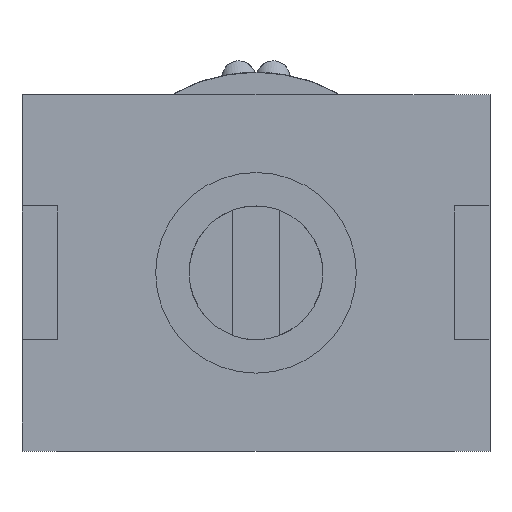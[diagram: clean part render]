
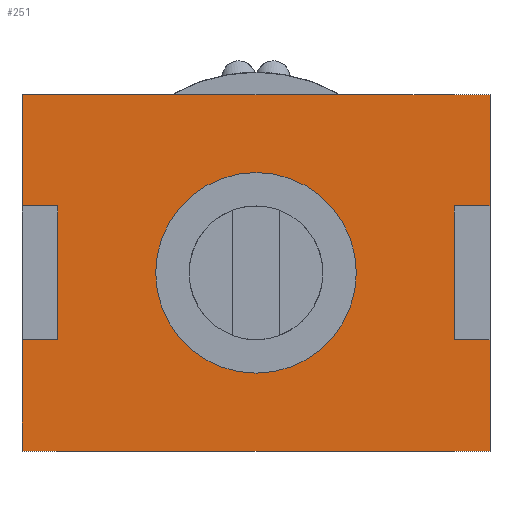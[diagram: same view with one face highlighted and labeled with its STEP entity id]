
A CAD part, front view. The second image highlights one B-rep face of the part: STEP entity #251.
In plain terms, the highlighted planar face has unit normal (0, -1, 0).
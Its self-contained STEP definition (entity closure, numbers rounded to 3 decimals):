
#251 = ADVANCED_FACE( '', ( #510, #511 ), #512, .F. );
#510 = FACE_BOUND( '', #752, .T. );
#511 = FACE_OUTER_BOUND( '', #753, .T. );
#512 = PLANE( '', #754 );
#752 = EDGE_LOOP( '', ( #1244 ) );
#753 = EDGE_LOOP( '', ( #1245, #1246, #1247, #1248, #1249, #1250, #1251, #1252, #1253, #1254, #1255, #1256 ) );
#754 = AXIS2_PLACEMENT_3D( '', #1257, #1258, #1259 );
#1244 = ORIENTED_EDGE( '', *, *, #1328, .T. );
#1245 = ORIENTED_EDGE( '', *, *, #1450, .F. );
#1246 = ORIENTED_EDGE( '', *, *, #1458, .F. );
#1247 = ORIENTED_EDGE( '', *, *, #1443, .F. );
#1248 = ORIENTED_EDGE( '', *, *, #1406, .T. );
#1249 = ORIENTED_EDGE( '', *, *, #1439, .T. );
#1250 = ORIENTED_EDGE( '', *, *, #1348, .T. );
#1251 = ORIENTED_EDGE( '', *, *, #1372, .T. );
#1252 = ORIENTED_EDGE( '', *, *, #1404, .T. );
#1253 = ORIENTED_EDGE( '', *, *, #1293, .T. );
#1254 = ORIENTED_EDGE( '', *, *, #1459, .F. );
#1255 = ORIENTED_EDGE( '', *, *, #1421, .F. );
#1256 = ORIENTED_EDGE( '', *, *, #1391, .F. );
#1257 = CARTESIAN_POINT( '', ( -10.5, 0., 8. ) );
#1258 = DIRECTION( '', ( 0., 1., 0. ) );
#1259 = DIRECTION( '', ( 0., 0., 1. ) );
#1293 = EDGE_CURVE( '', #1504, #1508, #1510, .T. );
#1328 = EDGE_CURVE( '', #1568, #1568, #1569, .T. );
#1348 = EDGE_CURVE( '', #1600, #1601, #1602, .T. );
#1372 = EDGE_CURVE( '', #1601, #1636, #1637, .T. );
#1391 = EDGE_CURVE( '', #1662, #1663, #1664, .T. );
#1404 = EDGE_CURVE( '', #1636, #1504, #1679, .T. );
#1406 = EDGE_CURVE( '', #1682, #1680, #1683, .T. );
#1421 = EDGE_CURVE( '', #1663, #1700, #1701, .T. );
#1439 = EDGE_CURVE( '', #1680, #1600, #1724, .T. );
#1443 = EDGE_CURVE( '', #1682, #1728, #1729, .T. );
#1450 = EDGE_CURVE( '', #1737, #1662, #1738, .T. );
#1458 = EDGE_CURVE( '', #1728, #1737, #1746, .T. );
#1459 = EDGE_CURVE( '', #1700, #1508, #1747, .T. );
#1504 = VERTEX_POINT( '', #1795 );
#1508 = VERTEX_POINT( '', #1801 );
#1510 = LINE( '', #1804, #1805 );
#1568 = VERTEX_POINT( '', #1878 );
#1569 = CIRCLE( '', #1879, 4. );
#1600 = VERTEX_POINT( '', #1946 );
#1601 = VERTEX_POINT( '', #1947 );
#1602 = LINE( '', #1948, #1949 );
#1636 = VERTEX_POINT( '', #2024 );
#1637 = LINE( '', #2025, #2026 );
#1662 = VERTEX_POINT( '', #2077 );
#1663 = VERTEX_POINT( '', #2078 );
#1664 = LINE( '', #2079, #2080 );
#1679 = LINE( '', #2102, #2103 );
#1680 = VERTEX_POINT( '', #2104 );
#1682 = VERTEX_POINT( '', #2107 );
#1683 = LINE( '', #2108, #2109 );
#1700 = VERTEX_POINT( '', #2131 );
#1701 = LINE( '', #2132, #2133 );
#1724 = LINE( '', #2165, #2166 );
#1728 = VERTEX_POINT( '', #2171 );
#1729 = LINE( '', #2172, #2173 );
#1737 = VERTEX_POINT( '', #2184 );
#1738 = LINE( '', #2185, #2186 );
#1746 = LINE( '', #2195, #2196 );
#1747 = LINE( '', #2197, #2198 );
#1795 = CARTESIAN_POINT( '', ( -10.5, 0., -8. ) );
#1801 = CARTESIAN_POINT( '', ( 10.5, 0., -8. ) );
#1804 = CARTESIAN_POINT( '', ( -10.5, 0., -8. ) );
#1805 = VECTOR( '', #2239, 1000. );
#1878 = CARTESIAN_POINT( '', ( 0., 0., 4. ) );
#1879 = AXIS2_PLACEMENT_3D( '', #2285, #2286, #2287 );
#1946 = CARTESIAN_POINT( '', ( -8.9, 0., 3. ) );
#1947 = CARTESIAN_POINT( '', ( -8.9, 0., -3. ) );
#1948 = CARTESIAN_POINT( '', ( -8.9, 0., 3. ) );
#1949 = VECTOR( '', #2315, 1000. );
#2024 = CARTESIAN_POINT( '', ( -10.5, 0., -3. ) );
#2025 = CARTESIAN_POINT( '', ( -8.9, 0., -3. ) );
#2026 = VECTOR( '', #2345, 1000. );
#2077 = CARTESIAN_POINT( '', ( 8.9, 0., 3. ) );
#2078 = CARTESIAN_POINT( '', ( 8.9, 0., -3. ) );
#2079 = CARTESIAN_POINT( '', ( 8.9, 0., 3. ) );
#2080 = VECTOR( '', #2375, 1000. );
#2102 = CARTESIAN_POINT( '', ( -10.5, 0., 8. ) );
#2103 = VECTOR( '', #2383, 1000. );
#2104 = CARTESIAN_POINT( '', ( -10.5, 0., 3. ) );
#2107 = CARTESIAN_POINT( '', ( -10.5, 0., 8. ) );
#2108 = CARTESIAN_POINT( '', ( -10.5, 0., 8. ) );
#2109 = VECTOR( '', #2385, 1000. );
#2131 = CARTESIAN_POINT( '', ( 10.5, 0., -3. ) );
#2132 = CARTESIAN_POINT( '', ( 8.9, 0., -3. ) );
#2133 = VECTOR( '', #2397, 1000. );
#2165 = CARTESIAN_POINT( '', ( -10.5, 0., 3. ) );
#2166 = VECTOR( '', #2410, 1000. );
#2171 = CARTESIAN_POINT( '', ( 10.5, 0., 8. ) );
#2172 = CARTESIAN_POINT( '', ( -10.5, 0., 8. ) );
#2173 = VECTOR( '', #2412, 1000. );
#2184 = CARTESIAN_POINT( '', ( 10.5, 0., 3. ) );
#2185 = CARTESIAN_POINT( '', ( 10.5, 0., 3. ) );
#2186 = VECTOR( '', #2416, 1000. );
#2195 = CARTESIAN_POINT( '', ( 10.5, 0., 8. ) );
#2196 = VECTOR( '', #2424, 1000. );
#2197 = CARTESIAN_POINT( '', ( 10.5, 0., 8. ) );
#2198 = VECTOR( '', #2425, 1000. );
#2239 = DIRECTION( '', ( 1., 0., 0. ) );
#2285 = CARTESIAN_POINT( '', ( 0., 0., 0. ) );
#2286 = DIRECTION( '', ( 0., 1., 0. ) );
#2287 = DIRECTION( '', ( 0., 0., 1. ) );
#2315 = DIRECTION( '', ( 0., 0., -1. ) );
#2345 = DIRECTION( '', ( -1., 0., 0. ) );
#2375 = DIRECTION( '', ( 0., 0., -1. ) );
#2383 = DIRECTION( '', ( 0., 0., -1. ) );
#2385 = DIRECTION( '', ( 0., 0., -1. ) );
#2397 = DIRECTION( '', ( 1., 0., 0. ) );
#2410 = DIRECTION( '', ( 1., 0., 0. ) );
#2412 = DIRECTION( '', ( 1., 0., 0. ) );
#2416 = DIRECTION( '', ( -1., 0., 0. ) );
#2424 = DIRECTION( '', ( 0., 0., -1. ) );
#2425 = DIRECTION( '', ( 0., 0., -1. ) );
